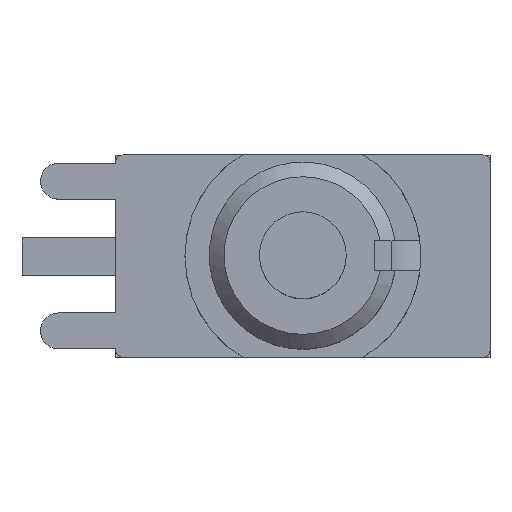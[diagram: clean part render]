
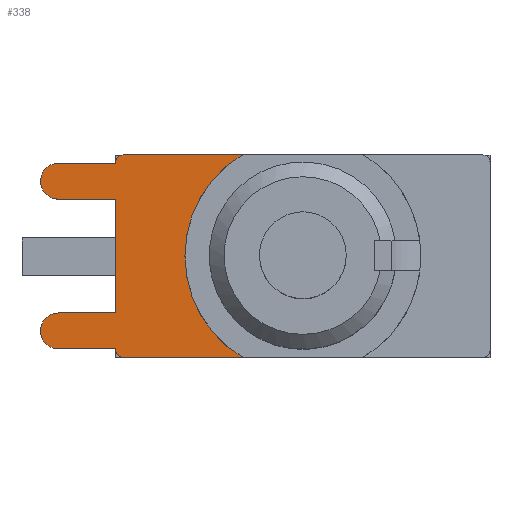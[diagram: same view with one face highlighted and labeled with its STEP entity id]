
A CAD part, top view. The second image highlights one B-rep face of the part: STEP entity #338.
In plain terms, the highlighted planar face has unit normal (0, 0, 1).
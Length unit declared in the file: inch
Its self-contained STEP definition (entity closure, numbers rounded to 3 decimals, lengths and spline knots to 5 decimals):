
#214=CARTESIAN_POINT('',(-0.36386,0.14854,0.40118));
#215=DIRECTION('',(0.0,0.0,-1.0));
#216=DIRECTION('',(-1.0,0.0,0.0));
#217=AXIS2_PLACEMENT_3D('',#214,#215,#216);
#218=PLANE('',#217);
#219=CARTESIAN_POINT('',(-0.08102,-0.13504,0.40118));
#220=VERTEX_POINT('',#219);
#221=CARTESIAN_POINT('',(-0.08102,0.13504,0.40118));
#222=VERTEX_POINT('',#221);
#223=CARTESIAN_POINT('',(0.,0.,0.40118));
#224=DIRECTION('',(0.0,0.0,-1.0));
#225=DIRECTION('',(0.506,-0.863,0.0));
#226=AXIS2_PLACEMENT_3D('',#223,#224,#225);
#227=CIRCLE('',#226,0.15748);
#228=EDGE_CURVE('',#220,#222,#227,.T.);
#229=ORIENTED_EDGE('',*,*,#228,.T.);
#230=CARTESIAN_POINT('',(-0.24016,0.13504,0.40118));
#231=VERTEX_POINT('',#230);
#232=CARTESIAN_POINT('',(-0.24016,0.13504,0.40118));
#233=DIRECTION('',(1.0,0.0,0.0));
#234=VECTOR('',#233,0.15914);
#235=LINE('',#232,#234);
#236=EDGE_CURVE('',#231,#222,#235,.T.);
#237=ORIENTED_EDGE('',*,*,#236,.F.);
#238=CARTESIAN_POINT('',(-0.25,0.1252,0.40118));
#239=VERTEX_POINT('',#238);
#240=CARTESIAN_POINT('',(-0.24016,0.1252,0.40118));
#241=DIRECTION('',(0.0,0.0,-1.0));
#242=DIRECTION('',(-0.707,0.707,0.0));
#243=AXIS2_PLACEMENT_3D('',#240,#241,#242);
#244=CIRCLE('',#243,0.00984);
#245=EDGE_CURVE('',#239,#231,#244,.T.);
#246=ORIENTED_EDGE('',*,*,#245,.F.);
#247=CARTESIAN_POINT('',(-0.25,0.12402,0.40118));
#248=VERTEX_POINT('',#247);
#249=CARTESIAN_POINT('',(-0.25,0.12402,0.40118));
#250=DIRECTION('',(0.0,1.0,0.0));
#251=VECTOR('',#250,0.00118);
#252=LINE('',#249,#251);
#253=EDGE_CURVE('',#248,#239,#252,.T.);
#254=ORIENTED_EDGE('',*,*,#253,.F.);
#255=CARTESIAN_POINT('',(-0.32638,0.12402,0.40118));
#256=VERTEX_POINT('',#255);
#257=CARTESIAN_POINT('',(-0.32638,0.12402,0.40118));
#258=DIRECTION('',(1.0,0.0,0.0));
#259=VECTOR('',#258,0.07638);
#260=LINE('',#257,#259);
#261=EDGE_CURVE('',#256,#248,#260,.T.);
#262=ORIENTED_EDGE('',*,*,#261,.F.);
#263=CARTESIAN_POINT('',(-0.32638,0.07598,0.40118));
#264=VERTEX_POINT('',#263);
#265=CARTESIAN_POINT('',(-0.32638,0.1,0.40118));
#266=DIRECTION('',(0.0,0.0,-1.0));
#267=DIRECTION('',(0.0,-1.0,0.0));
#268=AXIS2_PLACEMENT_3D('',#265,#266,#267);
#269=CIRCLE('',#268,0.02402);
#270=EDGE_CURVE('',#264,#256,#269,.T.);
#271=ORIENTED_EDGE('',*,*,#270,.F.);
#272=CARTESIAN_POINT('',(-0.25,0.07598,0.40118));
#273=VERTEX_POINT('',#272);
#274=CARTESIAN_POINT('',(-0.25,0.07598,0.40118));
#275=DIRECTION('',(-1.0,0.0,0.0));
#276=VECTOR('',#275,0.07638);
#277=LINE('',#274,#276);
#278=EDGE_CURVE('',#273,#264,#277,.T.);
#279=ORIENTED_EDGE('',*,*,#278,.F.);
#280=CARTESIAN_POINT('',(-0.25,-0.07598,0.40118));
#281=VERTEX_POINT('',#280);
#282=CARTESIAN_POINT('',(-0.25,-0.07598,0.40118));
#283=DIRECTION('',(0.0,1.0,0.0));
#284=VECTOR('',#283,0.15197);
#285=LINE('',#282,#284);
#286=EDGE_CURVE('',#281,#273,#285,.T.);
#287=ORIENTED_EDGE('',*,*,#286,.F.);
#288=CARTESIAN_POINT('',(-0.32638,-0.07598,0.40118));
#289=VERTEX_POINT('',#288);
#290=CARTESIAN_POINT('',(-0.32638,-0.07598,0.40118));
#291=DIRECTION('',(1.0,0.0,0.0));
#292=VECTOR('',#291,0.07638);
#293=LINE('',#290,#292);
#294=EDGE_CURVE('',#289,#281,#293,.T.);
#295=ORIENTED_EDGE('',*,*,#294,.F.);
#296=CARTESIAN_POINT('',(-0.32638,-0.12402,0.40118));
#297=VERTEX_POINT('',#296);
#298=CARTESIAN_POINT('',(-0.32638,-0.1,0.40118));
#299=DIRECTION('',(0.0,0.0,-1.0));
#300=DIRECTION('',(0.0,-1.0,0.0));
#301=AXIS2_PLACEMENT_3D('',#298,#299,#300);
#302=CIRCLE('',#301,0.02402);
#303=EDGE_CURVE('',#297,#289,#302,.T.);
#304=ORIENTED_EDGE('',*,*,#303,.F.);
#305=CARTESIAN_POINT('',(-0.25,-0.12402,0.40118));
#306=VERTEX_POINT('',#305);
#307=CARTESIAN_POINT('',(-0.25,-0.12402,0.40118));
#308=DIRECTION('',(-1.0,0.0,0.0));
#309=VECTOR('',#308,0.07638);
#310=LINE('',#307,#309);
#311=EDGE_CURVE('',#306,#297,#310,.T.);
#312=ORIENTED_EDGE('',*,*,#311,.F.);
#313=CARTESIAN_POINT('',(-0.25,-0.1252,0.40118));
#314=VERTEX_POINT('',#313);
#315=CARTESIAN_POINT('',(-0.25,-0.1252,0.40118));
#316=DIRECTION('',(0.0,1.0,0.0));
#317=VECTOR('',#316,0.00118);
#318=LINE('',#315,#317);
#319=EDGE_CURVE('',#314,#306,#318,.T.);
#320=ORIENTED_EDGE('',*,*,#319,.F.);
#321=CARTESIAN_POINT('',(-0.24016,-0.13504,0.40118));
#322=VERTEX_POINT('',#321);
#323=CARTESIAN_POINT('',(-0.24016,-0.1252,0.40118));
#324=DIRECTION('',(0.0,0.0,-1.0));
#325=DIRECTION('',(-0.707,-0.707,0.0));
#326=AXIS2_PLACEMENT_3D('',#323,#324,#325);
#327=CIRCLE('',#326,0.00984);
#328=EDGE_CURVE('',#322,#314,#327,.T.);
#329=ORIENTED_EDGE('',*,*,#328,.F.);
#330=CARTESIAN_POINT('',(-0.08102,-0.13504,0.40118));
#331=DIRECTION('',(-1.0,0.0,0.0));
#332=VECTOR('',#331,0.15914);
#333=LINE('',#330,#332);
#334=EDGE_CURVE('',#220,#322,#333,.T.);
#335=ORIENTED_EDGE('',*,*,#334,.F.);
#336=EDGE_LOOP('',(#229,#237,#246,#254,#262,#271,#279,#287,#295,#304,#312,#320,#329,#335));
#337=FACE_OUTER_BOUND('',#336,.T.);
#338=ADVANCED_FACE('',(#337),#218,.F.);
